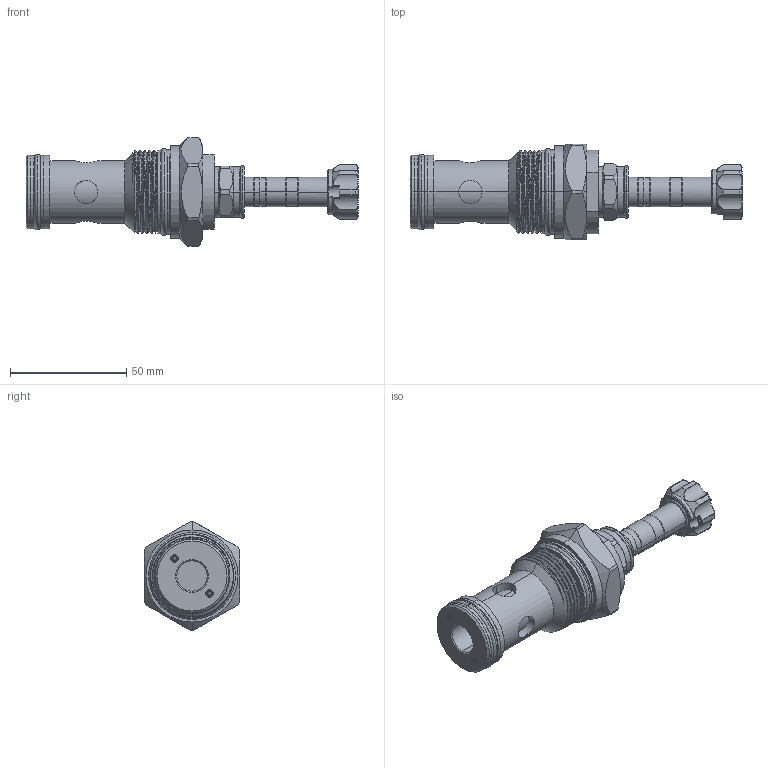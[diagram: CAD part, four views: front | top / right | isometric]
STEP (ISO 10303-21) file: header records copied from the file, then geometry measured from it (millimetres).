
FILE_DESCRIPTION (( 'STEP AP203' ), '1' );
FILE_NAME ('EP16A2A06N95.STEP', '2020-04-16T02:57:14', ( '' ), ( '' ), 'SwSTEP 2.0', 'SolidWorks 2018', '' );
FILE_SCHEMA (( 'CONFIG_CONTROL_DESIGN' ));
Length unit declared in the file: millimetre
Products named in the file (1): EP16A2A06N95
Bounding box: 142.65 x 41.2 x 46.8 mm (x, y, z)
Volume: 79049.1 mm3; surface area: 21922.6 mm2
Topology: 10 solids, 10 shells, 386 faces, 946 edges, 581 vertices
Faces by surface type: cylinder 164, cone 63, plane 63, torus 51, bspline 41, sphere 4
Entity records: 16564 total; most frequent: CARTESIAN_POINT 7798, ORIENTED_EDGE 1852, DIRECTION 1802, EDGE_CURVE 926, AXIS2_PLACEMENT_3D 755, VERTEX_POINT 575, EDGE_LOOP 413, CIRCLE 409
